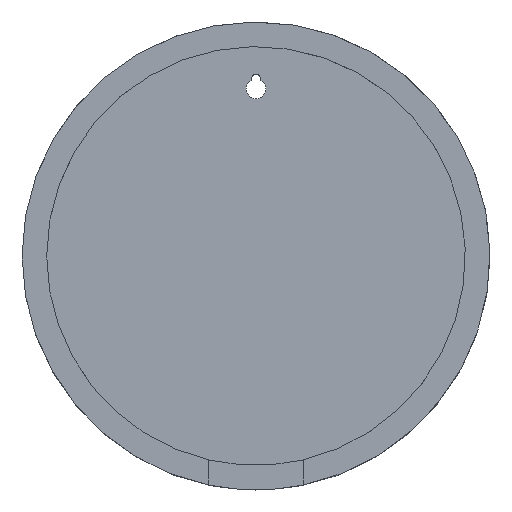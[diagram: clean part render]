
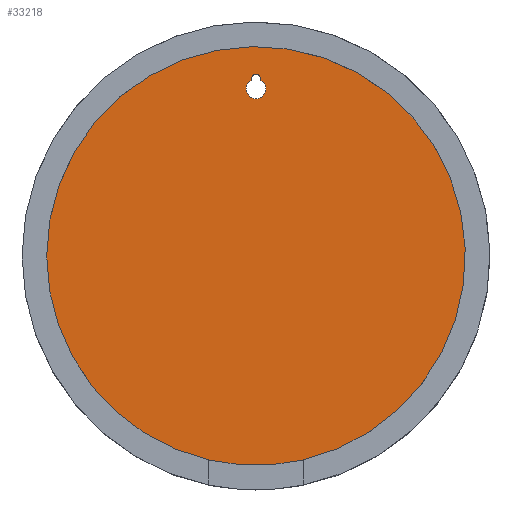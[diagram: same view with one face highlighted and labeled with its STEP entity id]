
A CAD part, top view. The second image highlights one B-rep face of the part: STEP entity #33218.
In plain terms, the highlighted planar face has unit normal (0, 0, 1).
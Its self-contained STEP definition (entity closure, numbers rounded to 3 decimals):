
#17=CIRCLE('',#34193,4.);
#19=CIRCLE('',#34196,95.);
#20=CIRCLE('',#34197,2.);
#63=FACE_BOUND('',#6067,.T.);
#4287=FACE_OUTER_BOUND('',#6066,.T.);
#6066=EDGE_LOOP('',(#29081));
#6067=EDGE_LOOP('',(#29082,#29083));
#15924=VERTEX_POINT('',#62697);
#15925=VERTEX_POINT('',#62698);
#15928=VERTEX_POINT('',#62706);
#20775=EDGE_CURVE('',#15924,#15925,#17,.T.);
#20779=EDGE_CURVE('',#15928,#15928,#19,.T.);
#20780=EDGE_CURVE('',#15925,#15924,#20,.T.);
#29081=ORIENTED_EDGE('',*,*,#20779,.T.);
#29082=ORIENTED_EDGE('',*,*,#20775,.T.);
#29083=ORIENTED_EDGE('',*,*,#20780,.T.);
#31470=PLANE('',#34195);
#33218=ADVANCED_FACE('',(#4287,#63),#31470,.T.);
#34193=AXIS2_PLACEMENT_3D('',#62699,#39365,#39366);
#34195=AXIS2_PLACEMENT_3D('',#62705,#39371,#39372);
#34196=AXIS2_PLACEMENT_3D('',#62707,#39373,#39374);
#34197=AXIS2_PLACEMENT_3D('',#62708,#39375,#39376);
#39365=DIRECTION('center_axis',(0.,0.,-1.));
#39366=DIRECTION('ref_axis',(1.,0.,0.));
#39371=DIRECTION('center_axis',(0.,0.,1.));
#39372=DIRECTION('ref_axis',(1.,0.,0.));
#39373=DIRECTION('center_axis',(0.,0.,1.));
#39374=DIRECTION('ref_axis',(1.,0.,0.));
#39375=DIRECTION('center_axis',(0.,0.,-1.));
#39376=DIRECTION('ref_axis',(1.,0.,0.));
#62697=CARTESIAN_POINT('',(1.962,71.332,2.));
#62698=CARTESIAN_POINT('',(-1.962,71.332,2.));
#62699=CARTESIAN_POINT('Origin',(0.,67.846,2.));
#62705=CARTESIAN_POINT('Origin',(0.,0.,2.));
#62706=CARTESIAN_POINT('',(-95.,0.,2.));
#62707=CARTESIAN_POINT('Origin',(0.,0.,2.));
#62708=CARTESIAN_POINT('Origin',(0.,71.722,2.));
